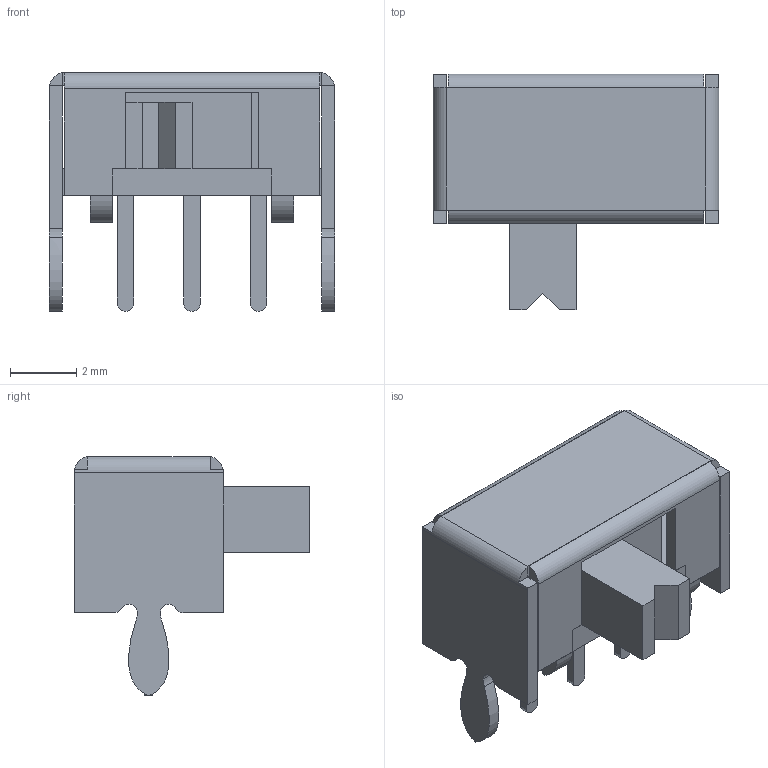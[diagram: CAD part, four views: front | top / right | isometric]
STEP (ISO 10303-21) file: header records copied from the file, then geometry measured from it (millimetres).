
FILE_DESCRIPTION(/* description */ (''),/* implementation_level */ '2;1');
FILE_NAME(/* name */ 'SW-TH_SK12D07VG5.step',/* time_stamp */ '2025-12-15T23:09:36+08:00',/* author */ (''),/* organization */ (''),/* preprocessor_version */ 'ST-DEVELOPER v20.1',/* originating_system */ 'Autodesk Translation Framework v14.21.0.0',/* authorisation */ '');
FILE_SCHEMA (('AUTOMOTIVE_DESIGN { 1 0 10303 214 3 1 1 }'));
Length unit declared in the file: millimetre
Products named in the file (2): P7H0-SW1-SW-TH_SK12D07VG5; COMPOUND
Assembly tree (1 placements, depth 2):
  P7H0-SW1-SW-TH_SK12D07VG5
    COMPOUND
Bounding box: 8.6 x 7.1 x 7.19 mm (x, y, z)
Volume: 110.9 mm3; surface area: 471.4 mm2
Topology: 15 solids, 15 shells, 141 faces, 333 edges, 222 vertices
Faces by surface type: plane 108, cylinder 21, bspline 12
Entity records: 4315 total; most frequent: CARTESIAN_POINT 999, ORIENTED_EDGE 666, DIRECTION 619, EDGE_CURVE 333, LINE 263, VECTOR 263, VERTEX_POINT 222, AXIS2_PLACEMENT_3D 178
